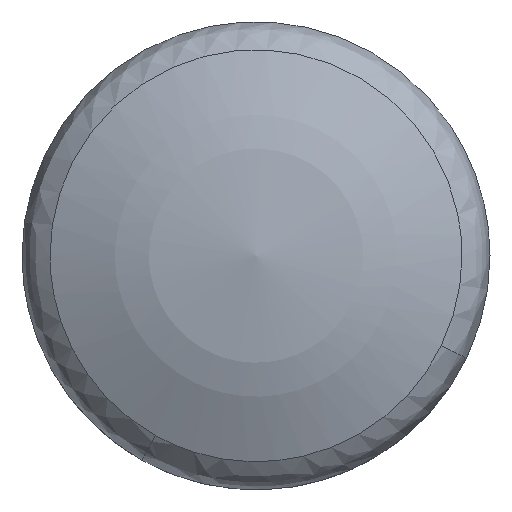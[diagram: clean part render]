
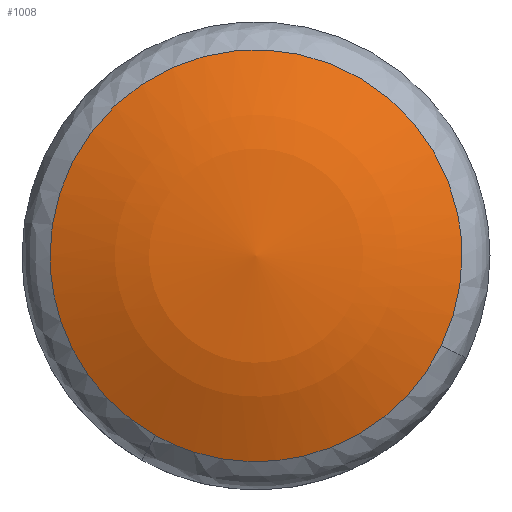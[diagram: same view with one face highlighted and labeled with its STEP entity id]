
A CAD part, top view. The second image highlights one B-rep face of the part: STEP entity #1008.
In plain terms, the highlighted free-form (B-spline) face has degree [2, 2] with [4, 4] control points.
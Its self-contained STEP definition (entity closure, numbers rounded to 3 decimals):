
#573=CARTESIAN_POINT('',(-1.61,-2.881,0.738));
#574=VERTEX_POINT('',#573);
#588=CARTESIAN_POINT('',(-3.301,0.0,0.738));
#589=VERTEX_POINT('',#588);
#590=CARTESIAN_POINT('',(-1.61,-2.881,0.738));
#591=CARTESIAN_POINT('',(-3.301,-1.937,0.738));
#592=CARTESIAN_POINT('',(-3.301,0.0,0.738));
#600=(BOUNDED_CURVE()B_SPLINE_CURVE(2,(#590,#591,#592),.UNSPECIFIED.,.F.,.U.)B_SPLINE_CURVE_WITH_KNOTS((3,3),(0.833,1.0),.UNSPECIFIED.)CURVE()GEOMETRIC_REPRESENTATION_ITEM()RATIONAL_B_SPLINE_CURVE((0.87,0.804,1.0))REPRESENTATION_ITEM(''));
#601=EDGE_CURVE('',#574,#589,#600,.T.);
#603=CARTESIAN_POINT('',(3.301,0.0,0.738));
#604=VERTEX_POINT('',#603);
#605=CARTESIAN_POINT('',(-3.301,0.0,0.738));
#606=CARTESIAN_POINT('',(-3.301,3.301,0.738));
#607=CARTESIAN_POINT('',(0.0,3.301,0.738));
#608=CARTESIAN_POINT('',(3.301,3.301,0.738));
#609=CARTESIAN_POINT('',(3.301,0.0,0.738));
#617=(BOUNDED_CURVE()B_SPLINE_CURVE(2,(#605,#606,#607,#608,#609),.UNSPECIFIED.,.F.,.U.)B_SPLINE_CURVE_WITH_KNOTS((3,2,3),(0.0,0.25,0.5),.UNSPECIFIED.)CURVE()GEOMETRIC_REPRESENTATION_ITEM()RATIONAL_B_SPLINE_CURVE((1.0,0.707,1.0,0.707,1.0))REPRESENTATION_ITEM(''));
#618=EDGE_CURVE('',#589,#604,#617,.T.);
#620=CARTESIAN_POINT('',(2.969,-1.443,0.738));
#621=VERTEX_POINT('',#620);
#622=CARTESIAN_POINT('',(3.301,0.0,0.738));
#623=CARTESIAN_POINT('',(3.301,-0.76,0.738));
#624=CARTESIAN_POINT('',(2.969,-1.443,0.738));
#632=(BOUNDED_CURVE()B_SPLINE_CURVE(2,(#622,#623,#624),.UNSPECIFIED.,.F.,.U.)B_SPLINE_CURVE_WITH_KNOTS((3,3),(0.5,0.574),.UNSPECIFIED.)CURVE()GEOMETRIC_REPRESENTATION_ITEM()RATIONAL_B_SPLINE_CURVE((1.0,0.913,0.878))REPRESENTATION_ITEM(''));
#633=EDGE_CURVE('',#604,#621,#632,.T.);
#680=CARTESIAN_POINT('',(2.969,-1.443,0.738));
#681=CARTESIAN_POINT('',(2.066,-3.301,0.738));
#682=CARTESIAN_POINT('',(0.0,-3.301,0.738));
#683=CARTESIAN_POINT('',(-0.86,-3.301,0.738));
#684=CARTESIAN_POINT('',(-1.61,-2.881,0.738));
#692=(BOUNDED_CURVE()B_SPLINE_CURVE(2,(#680,#681,#682,#683,#684),.UNSPECIFIED.,.F.,.U.)B_SPLINE_CURVE_WITH_KNOTS((3,2,3),(0.574,0.75,0.833),.UNSPECIFIED.)CURVE()GEOMETRIC_REPRESENTATION_ITEM()RATIONAL_B_SPLINE_CURVE((0.878,0.794,1.0,0.903,0.87))REPRESENTATION_ITEM(''));
#693=EDGE_CURVE('',#621,#574,#692,.T.);
#978=CARTESIAN_POINT('',(-3.387,-3.387,-0.219));
#979=CARTESIAN_POINT('',(-1.796,-3.592,0.588));
#980=CARTESIAN_POINT('',(1.796,-3.592,0.588));
#981=CARTESIAN_POINT('',(3.387,-3.387,-0.219));
#982=CARTESIAN_POINT('',(-3.592,-1.796,0.588));
#983=CARTESIAN_POINT('',(-1.912,-1.911,1.5));
#984=CARTESIAN_POINT('',(1.912,-1.911,1.5));
#985=CARTESIAN_POINT('',(3.592,-1.796,0.588));
#986=CARTESIAN_POINT('',(-3.592,1.796,0.588));
#987=CARTESIAN_POINT('',(-1.912,1.912,1.5));
#988=CARTESIAN_POINT('',(1.912,1.912,1.5));
#989=CARTESIAN_POINT('',(3.592,1.796,0.588));
#990=CARTESIAN_POINT('',(-3.387,3.387,-0.22));
#991=CARTESIAN_POINT('',(-1.796,3.592,0.588));
#992=CARTESIAN_POINT('',(1.796,3.592,0.588));
#993=CARTESIAN_POINT('',(3.387,3.387,-0.22));
#1001=(BOUNDED_SURFACE()B_SPLINE_SURFACE(2,2,((#978,#982,#986,#990),(#979,#983,#987,#991),(#980,#984,#988,#992),(#981,#985,#989,#993)),.UNSPECIFIED.,.F.,.F.,.U.)B_SPLINE_SURFACE_WITH_KNOTS((3,1,3),(3,1,3),(1.024,4.656,8.287),(1.025,4.656,8.287),.UNSPECIFIED.)GEOMETRIC_REPRESENTATION_ITEM()RATIONAL_B_SPLINE_SURFACE(((1.129,1.064,1.064,1.129),(1.064,1.0,1.0,1.064),(1.064,1.0,1.0,1.064),(1.129,1.064,1.064,1.129)))REPRESENTATION_ITEM('')SURFACE());
#1002=ORIENTED_EDGE('',*,*,#633,.F.);
#1003=ORIENTED_EDGE('',*,*,#618,.F.);
#1004=ORIENTED_EDGE('',*,*,#601,.F.);
#1005=ORIENTED_EDGE('',*,*,#693,.F.);
#1006=EDGE_LOOP('',(#1002,#1003,#1004,#1005));
#1007=FACE_OUTER_BOUND('',#1006,.T.);
#1008=ADVANCED_FACE('',(#1007),#1001,.T.);
